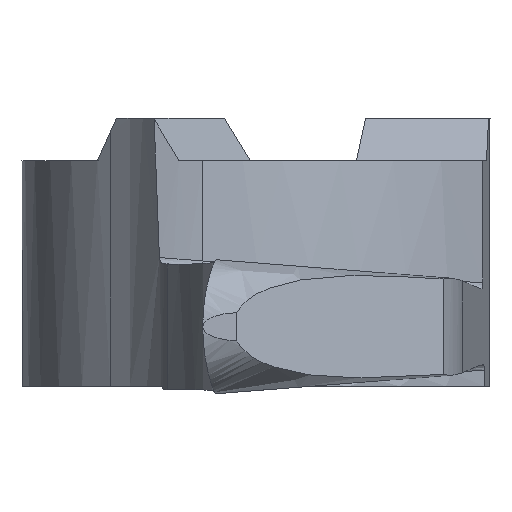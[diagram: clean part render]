
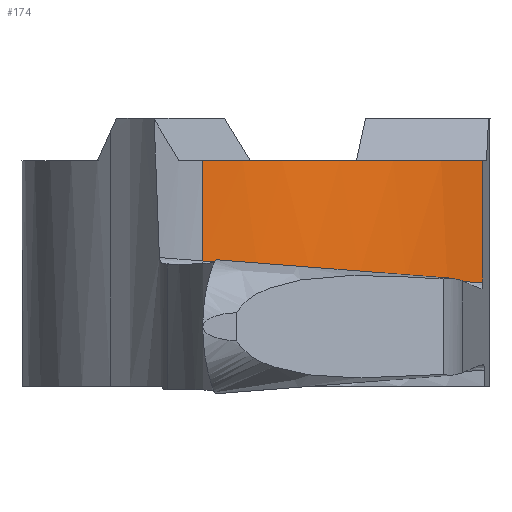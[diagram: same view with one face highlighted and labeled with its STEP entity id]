
A CAD part, left-side view. The second image highlights one B-rep face of the part: STEP entity #174.
In plain terms, the highlighted free-form (B-spline) face has degree [1, 3] with [2, 4] control points.
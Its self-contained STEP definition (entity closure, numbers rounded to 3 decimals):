
#80=(
BOUNDED_SURFACE()
B_SPLINE_SURFACE(1,3,((#1924,#1925,#1926,#1927),(#1928,#1929,#1930,#1931)),
 .UNSPECIFIED.,.F.,.F.,.F.)
B_SPLINE_SURFACE_WITH_KNOTS((2,2),(4,4),(0.,1.),(0.,1.),.UNSPECIFIED.)
GEOMETRIC_REPRESENTATION_ITEM()
RATIONAL_B_SPLINE_SURFACE(((1.,0.934,0.934,1.),
(1.,0.934,0.934,1.)))
REPRESENTATION_ITEM('')
SURFACE()
);
#97=CIRCLE('',#1011,8.694);
#174=ADVANCED_FACE('',(#248),#80,.T.);
#248=FACE_OUTER_BOUND('',#304,.T.);
#304=EDGE_LOOP('',(#522,#523,#524,#525));
#522=ORIENTED_EDGE('',*,*,#772,.T.);
#523=ORIENTED_EDGE('',*,*,#808,.T.);
#524=ORIENTED_EDGE('',*,*,#729,.T.);
#525=ORIENTED_EDGE('',*,*,#708,.F.);
#617=VERTEX_POINT('',#1436);
#618=VERTEX_POINT('',#1445);
#633=VERTEX_POINT('',#1612);
#664=VERTEX_POINT('',#1758);
#708=EDGE_CURVE('',#617,#618,#930,.T.);
#729=EDGE_CURVE('',#633,#618,#97,.T.);
#772=EDGE_CURVE('',#617,#664,#946,.T.);
#808=EDGE_CURVE('',#664,#633,#873,.T.);
#873=LINE('',#1923,#912);
#912=VECTOR('',#1262,1.);
#930=B_SPLINE_CURVE_WITH_KNOTS('',3,(#1437,#1438,#1439,#1440,#1441,#1442,
#1443,#1444),.UNSPECIFIED.,.F.,.F.,(4,2,2,4),(0.,0.326,0.663,
1.),.UNSPECIFIED.);
#946=B_SPLINE_CURVE_WITH_KNOTS('',3,(#1754,#1755,#1756,#1757),
 .UNSPECIFIED.,.F.,.F.,(4,4),(0.,1.),.UNSPECIFIED.);
#1011=AXIS2_PLACEMENT_3D('',#1611,#1113,#1114);
#1113=DIRECTION('',(0.,-0.078,0.997));
#1114=DIRECTION('',(0.,-0.997,-0.078));
#1262=DIRECTION('',(-0.044,0.,-0.999));
#1436=CARTESIAN_POINT('',(-2.247,-5.324,-0.1));
#1437=CARTESIAN_POINT('',(-2.247,-5.324,-0.1));
#1438=CARTESIAN_POINT('',(-2.237,-5.325,-0.412));
#1439=CARTESIAN_POINT('',(-2.227,-5.326,-0.724));
#1440=CARTESIAN_POINT('',(-2.208,-5.328,-1.359));
#1441=CARTESIAN_POINT('',(-2.198,-5.329,-1.681));
#1442=CARTESIAN_POINT('',(-2.178,-5.33,-2.327));
#1443=CARTESIAN_POINT('',(-2.168,-5.331,-2.649));
#1444=CARTESIAN_POINT('',(-2.158,-5.332,-2.972));
#1445=CARTESIAN_POINT('',(-2.158,-5.332,-2.972));
#1611=CARTESIAN_POINT('',(2.991,1.651,-2.422));
#1612=CARTESIAN_POINT('',(-5.693,1.25,-2.454));
#1754=CARTESIAN_POINT('',(-2.247,-5.324,-0.1));
#1755=CARTESIAN_POINT('',(-4.274,-3.759,-0.1));
#1756=CARTESIAN_POINT('',(-5.517,-1.31,-0.1));
#1757=CARTESIAN_POINT('',(-5.591,1.25,-0.1));
#1758=CARTESIAN_POINT('',(-5.591,1.25,-0.1));
#1923=CARTESIAN_POINT('',(-5.46,1.25,2.9));
#1924=CARTESIAN_POINT('',(-2.112,-5.365,-2.974));
#1925=CARTESIAN_POINT('',(-4.291,-3.791,-2.851));
#1926=CARTESIAN_POINT('',(-5.569,-1.43,-2.665));
#1927=CARTESIAN_POINT('',(-5.693,1.25,-2.454));
#1928=CARTESIAN_POINT('',(-2.211,-5.352,-0.085));
#1929=CARTESIAN_POINT('',(-4.315,-3.747,0.041));
#1930=CARTESIAN_POINT('',(-5.513,-1.391,0.227));
#1931=CARTESIAN_POINT('',(-5.567,1.25,0.435));
